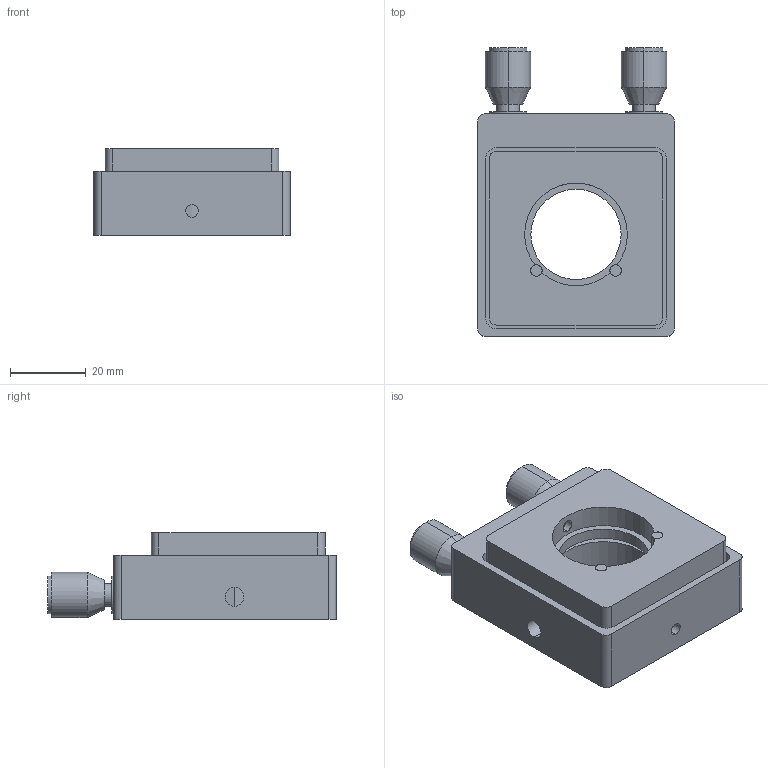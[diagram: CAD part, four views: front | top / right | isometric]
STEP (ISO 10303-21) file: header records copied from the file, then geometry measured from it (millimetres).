
FILE_DESCRIPTION (( 'STEP AP203' ), '1' );
FILE_NAME ('蚾饜极2.STEP', '2017-01-03T03:26:10', ( 'Lxtx999.CoM' ), ( 'Lxtx999.CoM' ), 'SwSTEP 2.0', 'SolidWorks 2012', '' );
FILE_SCHEMA (( 'CONFIG_CONTROL_DESIGN' ));
Length unit declared in the file: centimetre
Products named in the file (1): 蚾饜极2
Bounding box: 52 x 76.5 x 23 mm (x, y, z)
Surface area: 18316.6 mm2 (no closed solid volume)
Topology: 0 solids, 8 shells, 90 faces, 223 edges, 149 vertices
Faces by surface type: cylinder 50, plane 34, cone 6
Entity records: 2847 total; most frequent: CARTESIAN_POINT 517, DIRECTION 515, ORIENTED_EDGE 422, EDGE_CURVE 223, AXIS2_PLACEMENT_3D 203, VERTEX_POINT 149, CIRCLE 112, LINE 109
